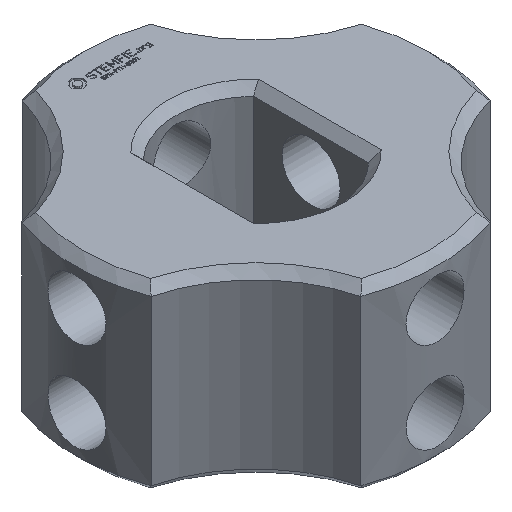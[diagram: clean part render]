
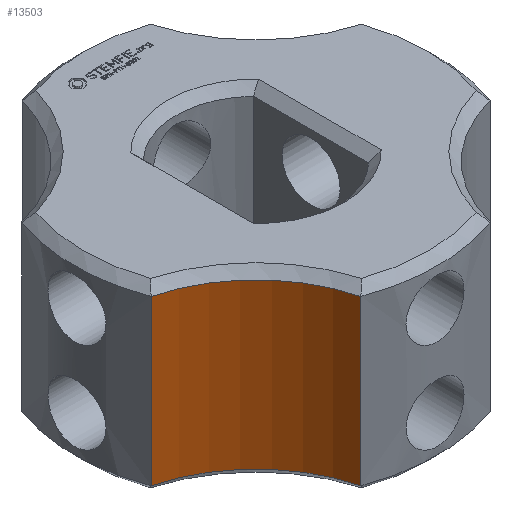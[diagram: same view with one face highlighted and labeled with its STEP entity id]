
A CAD part, isometric view. The second image highlights one B-rep face of the part: STEP entity #13503.
In plain terms, the highlighted cylindrical face has radius 5 mm (diameter 10 mm), a partial arc.
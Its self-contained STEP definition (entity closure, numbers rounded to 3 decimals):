
#611 = CYLINDRICAL_SURFACE('',#612,6.25);
#612 = AXIS2_PLACEMENT_3D('',#613,#614,#615);
#613 = CARTESIAN_POINT('',(0.,0.,0.));
#614 = DIRECTION('',(-0.,-0.,-1.));
#615 = DIRECTION('',(1.,0.,0.));
#1521 = EDGE_CURVE('',#1522,#1524,#1526,.T.);
#1522 = VERTEX_POINT('',#1523);
#1523 = CARTESIAN_POINT('',(-2.225,-5.841,0.3));
#1524 = VERTEX_POINT('',#1525);
#1525 = CARTESIAN_POINT('',(-2.225,-5.841,5.95));
#1526 = SURFACE_CURVE('',#1527,(#1531,#1538),.PCURVE_S1.);
#1527 = LINE('',#1528,#1529);
#1528 = CARTESIAN_POINT('',(-2.225,-5.841,0.));
#1529 = VECTOR('',#1530,1.);
#1530 = DIRECTION('',(0.,0.,1.));
#1531 = PCURVE('',#611,#1532);
#1532 = DEFINITIONAL_REPRESENTATION('',(#1533),#1537);
#1533 = LINE('',#1534,#1535);
#1534 = CARTESIAN_POINT('',(-4.348,0.));
#1535 = VECTOR('',#1536,1.);
#1536 = DIRECTION('',(-0.,-1.));
#1537 = ( GEOMETRIC_REPRESENTATION_CONTEXT(2) 
PARAMETRIC_REPRESENTATION_CONTEXT() REPRESENTATION_CONTEXT('2D SPACE',''
  ) );
#1538 = PCURVE('',#1539,#1544);
#1539 = CYLINDRICAL_SURFACE('',#1540,5.);
#1540 = AXIS2_PLACEMENT_3D('',#1541,#1542,#1543);
#1541 = CARTESIAN_POINT('',(-7.071,-7.071,0.));
#1542 = DIRECTION('',(-0.,-0.,-1.));
#1543 = DIRECTION('',(1.,0.,0.));
#1544 = DEFINITIONAL_REPRESENTATION('',(#1545),#1549);
#1545 = LINE('',#1546,#1547);
#1546 = CARTESIAN_POINT('',(-0.249,0.));
#1547 = VECTOR('',#1548,1.);
#1548 = DIRECTION('',(-0.,-1.));
#1549 = ( GEOMETRIC_REPRESENTATION_CONTEXT(2) 
PARAMETRIC_REPRESENTATION_CONTEXT() REPRESENTATION_CONTEXT('2D SPACE',''
  ) );
#2055 = CONICAL_SURFACE('',#2056,5.,0.785);
#2056 = AXIS2_PLACEMENT_3D('',#2057,#2058,#2059);
#2057 = CARTESIAN_POINT('',(-7.071,-7.071,0.3));
#2058 = DIRECTION('',(-0.,-0.,-1.));
#2059 = DIRECTION('',(0.969,0.246,0.));
#2286 = CONICAL_SURFACE('',#2287,5.,0.785);
#2287 = AXIS2_PLACEMENT_3D('',#2288,#2289,#2290);
#2288 = CARTESIAN_POINT('',(-7.071,-7.071,5.95));
#2289 = DIRECTION('',(0.,0.,1.));
#2290 = DIRECTION('',(0.969,0.246,0.));
#13503 = ADVANCED_FACE('',(#13504),#1539,.F.);
#13504 = FACE_BOUND('',#13505,.T.);
#13505 = EDGE_LOOP('',(#13506,#13507,#13531,#13559));
#13506 = ORIENTED_EDGE('',*,*,#1521,.T.);
#13507 = ORIENTED_EDGE('',*,*,#13508,.T.);
#13508 = EDGE_CURVE('',#1524,#13509,#13511,.T.);
#13509 = VERTEX_POINT('',#13510);
#13510 = CARTESIAN_POINT('',(-5.841,-2.225,5.95));
#13511 = SURFACE_CURVE('',#13512,(#13517,#13524),.PCURVE_S1.);
#13512 = CIRCLE('',#13513,5.);
#13513 = AXIS2_PLACEMENT_3D('',#13514,#13515,#13516);
#13514 = CARTESIAN_POINT('',(-7.071,-7.071,5.95));
#13515 = DIRECTION('',(0.,-0.,1.));
#13516 = DIRECTION('',(0.969,0.246,0.));
#13517 = PCURVE('',#1539,#13518);
#13518 = DEFINITIONAL_REPRESENTATION('',(#13519),#13523);
#13519 = LINE('',#13520,#13521);
#13520 = CARTESIAN_POINT('',(-0.249,-5.95));
#13521 = VECTOR('',#13522,1.);
#13522 = DIRECTION('',(-1.,0.));
#13523 = ( GEOMETRIC_REPRESENTATION_CONTEXT(2) 
PARAMETRIC_REPRESENTATION_CONTEXT() REPRESENTATION_CONTEXT('2D SPACE',''
  ) );
#13524 = PCURVE('',#2286,#13525);
#13525 = DEFINITIONAL_REPRESENTATION('',(#13526),#13530);
#13526 = LINE('',#13527,#13528);
#13527 = CARTESIAN_POINT('',(0.,0.));
#13528 = VECTOR('',#13529,1.);
#13529 = DIRECTION('',(1.,0.));
#13530 = ( GEOMETRIC_REPRESENTATION_CONTEXT(2) 
PARAMETRIC_REPRESENTATION_CONTEXT() REPRESENTATION_CONTEXT('2D SPACE',''
  ) );
#13531 = ORIENTED_EDGE('',*,*,#13532,.F.);
#13532 = EDGE_CURVE('',#13533,#13509,#13535,.T.);
#13533 = VERTEX_POINT('',#13534);
#13534 = CARTESIAN_POINT('',(-5.841,-2.225,0.3));
#13535 = SURFACE_CURVE('',#13536,(#13540,#13547),.PCURVE_S1.);
#13536 = LINE('',#13537,#13538);
#13537 = CARTESIAN_POINT('',(-5.841,-2.225,0.));
#13538 = VECTOR('',#13539,1.);
#13539 = DIRECTION('',(0.,0.,1.));
#13540 = PCURVE('',#1539,#13541);
#13541 = DEFINITIONAL_REPRESENTATION('',(#13542),#13546);
#13542 = LINE('',#13543,#13544);
#13543 = CARTESIAN_POINT('',(-1.322,0.));
#13544 = VECTOR('',#13545,1.);
#13545 = DIRECTION('',(-0.,-1.));
#13546 = ( GEOMETRIC_REPRESENTATION_CONTEXT(2) 
PARAMETRIC_REPRESENTATION_CONTEXT() REPRESENTATION_CONTEXT('2D SPACE',''
  ) );
#13547 = PCURVE('',#13548,#13553);
#13548 = CYLINDRICAL_SURFACE('',#13549,6.25);
#13549 = AXIS2_PLACEMENT_3D('',#13550,#13551,#13552);
#13550 = CARTESIAN_POINT('',(0.,0.,0.));
#13551 = DIRECTION('',(-0.,-0.,-1.));
#13552 = DIRECTION('',(1.,0.,0.));
#13553 = DEFINITIONAL_REPRESENTATION('',(#13554),#13558);
#13554 = LINE('',#13555,#13556);
#13555 = CARTESIAN_POINT('',(-3.506,0.));
#13556 = VECTOR('',#13557,1.);
#13557 = DIRECTION('',(-0.,-1.));
#13558 = ( GEOMETRIC_REPRESENTATION_CONTEXT(2) 
PARAMETRIC_REPRESENTATION_CONTEXT() REPRESENTATION_CONTEXT('2D SPACE',''
  ) );
#13559 = ORIENTED_EDGE('',*,*,#13560,.F.);
#13560 = EDGE_CURVE('',#1522,#13533,#13561,.T.);
#13561 = SURFACE_CURVE('',#13562,(#13567,#13574),.PCURVE_S1.);
#13562 = CIRCLE('',#13563,5.);
#13563 = AXIS2_PLACEMENT_3D('',#13564,#13565,#13566);
#13564 = CARTESIAN_POINT('',(-7.071,-7.071,0.3));
#13565 = DIRECTION('',(0.,-0.,1.));
#13566 = DIRECTION('',(0.969,0.246,0.));
#13567 = PCURVE('',#1539,#13568);
#13568 = DEFINITIONAL_REPRESENTATION('',(#13569),#13573);
#13569 = LINE('',#13570,#13571);
#13570 = CARTESIAN_POINT('',(-0.249,-0.3));
#13571 = VECTOR('',#13572,1.);
#13572 = DIRECTION('',(-1.,0.));
#13573 = ( GEOMETRIC_REPRESENTATION_CONTEXT(2) 
PARAMETRIC_REPRESENTATION_CONTEXT() REPRESENTATION_CONTEXT('2D SPACE',''
  ) );
#13574 = PCURVE('',#2055,#13575);
#13575 = DEFINITIONAL_REPRESENTATION('',(#13576),#13580);
#13576 = LINE('',#13577,#13578);
#13577 = CARTESIAN_POINT('',(-0.,0.));
#13578 = VECTOR('',#13579,1.);
#13579 = DIRECTION('',(-1.,0.));
#13580 = ( GEOMETRIC_REPRESENTATION_CONTEXT(2) 
PARAMETRIC_REPRESENTATION_CONTEXT() REPRESENTATION_CONTEXT('2D SPACE',''
  ) );
